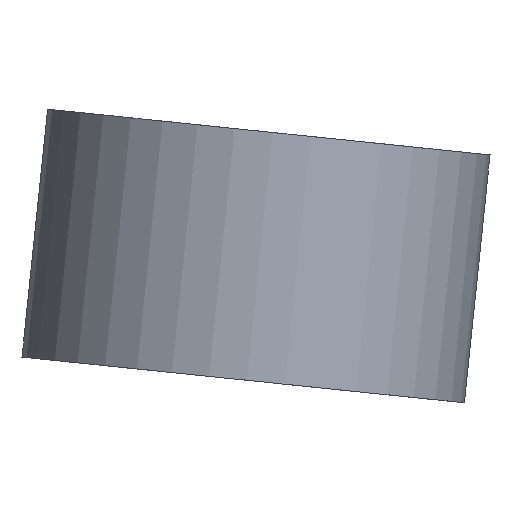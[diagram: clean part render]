
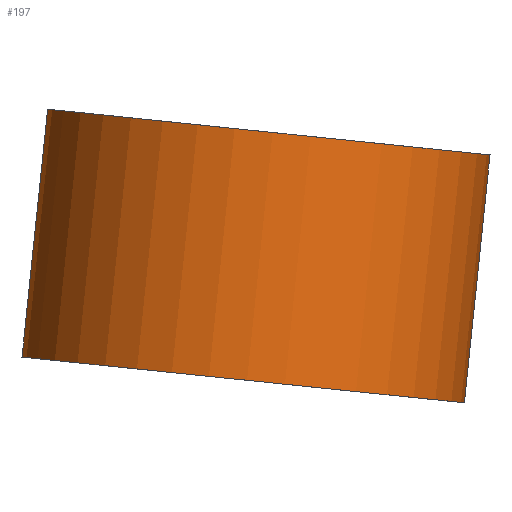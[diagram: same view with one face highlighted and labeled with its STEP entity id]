
A CAD part, left-side view. The second image highlights one B-rep face of the part: STEP entity #197.
In plain terms, the highlighted cylindrical face has radius 2.5 mm (diameter 5 mm), a partial arc.
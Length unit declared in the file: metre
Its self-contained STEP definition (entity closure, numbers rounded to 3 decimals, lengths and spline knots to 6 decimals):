
#21=LINE('',#332,#33);
#24=LINE('',#342,#36);
#33=VECTOR('',#264,1.);
#36=VECTOR('',#273,1.);
#52=ORIENTED_EDGE('',*,*,#108,.T.);
#53=ORIENTED_EDGE('',*,*,#109,.T.);
#54=ORIENTED_EDGE('',*,*,#110,.F.);
#55=ORIENTED_EDGE('',*,*,#111,.F.);
#56=ORIENTED_EDGE('',*,*,#112,.F.);
#57=ORIENTED_EDGE('',*,*,#105,.T.);
#105=EDGE_CURVE('',#134,#133,#21,.T.);
#108=EDGE_CURVE('',#133,#136,#148,.T.);
#109=EDGE_CURVE('',#136,#137,#149,.T.);
#110=EDGE_CURVE('',#138,#137,#24,.T.);
#111=EDGE_CURVE('',#139,#138,#150,.T.);
#112=EDGE_CURVE('',#134,#139,#151,.T.);
#133=VERTEX_POINT('',#331);
#134=VERTEX_POINT('',#333);
#136=VERTEX_POINT('',#339);
#137=VERTEX_POINT('',#341);
#138=VERTEX_POINT('',#343);
#139=VERTEX_POINT('',#345);
#148=CIRCLE('',#225,0.0025);
#149=CIRCLE('',#226,0.0025);
#150=CIRCLE('',#227,0.0025);
#151=CIRCLE('',#228,0.0025);
#163=EDGE_LOOP('',(#52,#53,#54,#55,#56,#57));
#177=FACE_BOUND('',#163,.T.);
#190=CYLINDRICAL_SURFACE('',#224,0.0025);
#197=ADVANCED_FACE('',(#177),#190,.T.);
#224=AXIS2_PLACEMENT_3D('',#337,#267,#268);
#225=AXIS2_PLACEMENT_3D('',#338,#269,#270);
#226=AXIS2_PLACEMENT_3D('',#340,#271,#272);
#227=AXIS2_PLACEMENT_3D('',#344,#274,#275);
#228=AXIS2_PLACEMENT_3D('',#346,#276,#277);
#264=DIRECTION('',(0.,0.103,-0.995));
#267=DIRECTION('',(0.,0.103,-0.995));
#268=DIRECTION('',(1.,0.,0.));
#269=DIRECTION('',(0.,-0.103,0.995));
#270=DIRECTION('',(0.,-0.995,-0.103));
#271=DIRECTION('',(0.,-0.103,0.995));
#272=DIRECTION('',(0.,-0.995,-0.103));
#273=DIRECTION('',(0.,0.103,-0.995));
#274=DIRECTION('',(0.,-0.103,0.995));
#275=DIRECTION('',(0.,-0.995,-0.103));
#276=DIRECTION('',(0.,-0.103,0.995));
#277=DIRECTION('',(0.,-0.995,-0.103));
#331=CARTESIAN_POINT('',(-0.004558,-0.044351,-0.015365));
#332=CARTESIAN_POINT('',(-0.004558,-0.044639,-0.01258));
#333=CARTESIAN_POINT('',(-0.004558,-0.044639,-0.01258));
#337=CARTESIAN_POINT('',(-0.006662,-0.045982,-0.012719));
#338=CARTESIAN_POINT('',(-0.006662,-0.045694,-0.015504));
#339=CARTESIAN_POINT('',(-0.006662,-0.048181,-0.015761));
#340=CARTESIAN_POINT('',(-0.006662,-0.045694,-0.015504));
#341=CARTESIAN_POINT('',(-0.004558,-0.047037,-0.015642));
#342=CARTESIAN_POINT('',(-0.004558,-0.047325,-0.012857));
#343=CARTESIAN_POINT('',(-0.004558,-0.047325,-0.012857));
#344=CARTESIAN_POINT('',(-0.006662,-0.045982,-0.012719));
#345=CARTESIAN_POINT('',(-0.006662,-0.048469,-0.012976));
#346=CARTESIAN_POINT('',(-0.006662,-0.045982,-0.012719));
